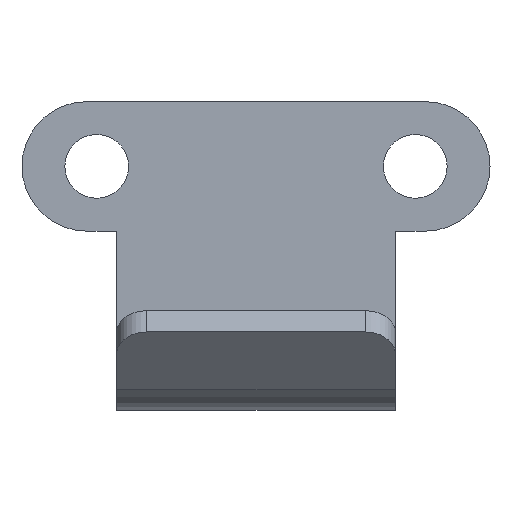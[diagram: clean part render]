
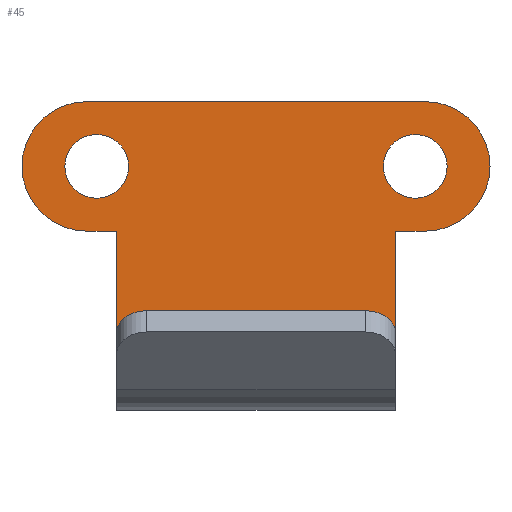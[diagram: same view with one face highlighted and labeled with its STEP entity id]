
A CAD part, front view. The second image highlights one B-rep face of the part: STEP entity #45.
In plain terms, the highlighted planar face has unit normal (0, -1, 0).
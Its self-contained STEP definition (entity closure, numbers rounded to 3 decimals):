
#45=ADVANCED_FACE('',(#111,#112,#113),#110,.T.);
#110=PLANE('',#292);
#111=FACE_OUTER_BOUND('',#293,.T.);
#112=FACE_BOUND('',#294,.T.);
#113=FACE_BOUND('',#295,.T.);
#289=CARTESIAN_POINT('',(-22.1,0.,-10.39));
#290=DIRECTION('',(0.,-1.,0.));
#291=DIRECTION('',(1.,0.,0.));
#292=AXIS2_PLACEMENT_3D('',#289,#290,#291);
#293=EDGE_LOOP('',(#392,#393,#394,#395,#396,#397,#398,#399));
#294=EDGE_LOOP('',(#400,#401));
#295=EDGE_LOOP('',(#402,#403));
#392=ORIENTED_EDGE('',*,*,#495,.F.);
#393=ORIENTED_EDGE('',*,*,#498,.F.);
#394=ORIENTED_EDGE('',*,*,#499,.T.);
#395=ORIENTED_EDGE('',*,*,#500,.F.);
#396=ORIENTED_EDGE('',*,*,#482,.F.);
#397=ORIENTED_EDGE('',*,*,#501,.T.);
#398=ORIENTED_EDGE('',*,*,#502,.T.);
#399=ORIENTED_EDGE('',*,*,#490,.T.);
#400=ORIENTED_EDGE('',*,*,#503,.F.);
#401=ORIENTED_EDGE('',*,*,#504,.F.);
#402=ORIENTED_EDGE('',*,*,#505,.T.);
#403=ORIENTED_EDGE('',*,*,#506,.T.);
#482=EDGE_CURVE('',#565,#572,#573,.T.);
#490=EDGE_CURVE('',#607,#621,#628,.T.);
#495=EDGE_CURVE('',#662,#621,#663,.T.);
#498=EDGE_CURVE('',#682,#662,#683,.T.);
#499=EDGE_CURVE('',#682,#689,#690,.T.);
#500=EDGE_CURVE('',#572,#689,#696,.T.);
#501=EDGE_CURVE('',#565,#702,#703,.T.);
#502=EDGE_CURVE('',#702,#607,#709,.T.);
#503=EDGE_CURVE('',#715,#716,#717,.T.);
#504=EDGE_CURVE('',#716,#715,#723,.T.);
#505=EDGE_CURVE('',#729,#730,#731,.T.);
#506=EDGE_CURVE('',#730,#729,#737,.T.);
#565=VERTEX_POINT('',#912);
#572=VERTEX_POINT('',#917);
#573=LINE('',#918,#919);
#607=VERTEX_POINT('',#938);
#621=VERTEX_POINT('',#946);
#628=LINE('',#950,#951);
#662=VERTEX_POINT('',#971);
#663=CIRCLE('',#975,3.25);
#682=VERTEX_POINT('',#984);
#683=LINE('',#985,#986);
#689=VERTEX_POINT('',#988);
#690=CIRCLE('',#992,3.25);
#696=LINE('',#993,#994);
#702=VERTEX_POINT('',#996);
#703=LINE('',#997,#998);
#709=LINE('',#1000,#1001);
#715=VERTEX_POINT('',#1003);
#716=VERTEX_POINT('',#1004);
#717=CIRCLE('',#1008,1.6);
#723=CIRCLE('',#1012,1.6);
#729=VERTEX_POINT('',#1013);
#730=VERTEX_POINT('',#1014);
#731=CIRCLE('',#1018,1.6);
#737=CIRCLE('',#1022,1.6);
#912=CARTESIAN_POINT('',(-15.,0.,-9.15));
#917=CARTESIAN_POINT('',(-15.,0.,-3.25));
#918=CARTESIAN_POINT('',(-15.,0.,-9.15));
#919=VECTOR('',#920,5.9);
#920=DIRECTION('',(0.,0.,1.));
#938=CARTESIAN_POINT('',(-1.,0.,-3.25));
#946=CARTESIAN_POINT('',(0.5,0.,-3.25));
#950=CARTESIAN_POINT('',(-1.,0.,-3.25));
#951=VECTOR('',#952,1.5);
#952=DIRECTION('',(1.,0.,0.));
#971=CARTESIAN_POINT('',(0.5,0.,3.25));
#972=CARTESIAN_POINT('',(0.5,0.,0.));
#973=DIRECTION('',(0.,1.,0.));
#974=DIRECTION('',(0.,0.,-1.));
#975=AXIS2_PLACEMENT_3D('',#972,#973,#974);
#984=CARTESIAN_POINT('',(-16.5,0.,3.25));
#985=CARTESIAN_POINT('',(-16.5,0.,3.25));
#986=VECTOR('',#987,17.);
#987=DIRECTION('',(1.,0.,0.));
#988=CARTESIAN_POINT('',(-16.5,0.,-3.25));
#989=CARTESIAN_POINT('',(-16.5,0.,0.));
#990=DIRECTION('',(0.,-1.,0.));
#991=DIRECTION('',(0.,0.,-1.));
#992=AXIS2_PLACEMENT_3D('',#989,#990,#991);
#993=CARTESIAN_POINT('',(-15.,0.,-3.25));
#994=VECTOR('',#995,1.5);
#995=DIRECTION('',(-1.,0.,0.));
#996=CARTESIAN_POINT('',(-1.,0.,-9.15));
#997=CARTESIAN_POINT('',(-15.,0.,-9.15));
#998=VECTOR('',#999,14.);
#999=DIRECTION('',(1.,0.,0.));
#1000=CARTESIAN_POINT('',(-1.,0.,-9.15));
#1001=VECTOR('',#1002,5.9);
#1002=DIRECTION('',(0.,0.,1.));
#1003=CARTESIAN_POINT('',(0.,0.,1.6));
#1004=CARTESIAN_POINT('',(0.,0.,-1.6));
#1005=CARTESIAN_POINT('',(0.,0.,0.));
#1006=DIRECTION('',(0.,-1.,0.));
#1007=DIRECTION('',(0.,0.,-1.));
#1008=AXIS2_PLACEMENT_3D('',#1005,#1006,#1007);
#1009=CARTESIAN_POINT('',(0.,0.,0.));
#1010=DIRECTION('',(0.,-1.,0.));
#1011=DIRECTION('',(0.,0.,-1.));
#1012=AXIS2_PLACEMENT_3D('',#1009,#1010,#1011);
#1013=CARTESIAN_POINT('',(-16.,0.,-1.6));
#1014=CARTESIAN_POINT('',(-16.,0.,1.6));
#1015=CARTESIAN_POINT('',(-16.,0.,0.));
#1016=DIRECTION('',(0.,1.,0.));
#1017=DIRECTION('',(0.,0.,-1.));
#1018=AXIS2_PLACEMENT_3D('',#1015,#1016,#1017);
#1019=CARTESIAN_POINT('',(-16.,0.,0.));
#1020=DIRECTION('',(0.,1.,0.));
#1021=DIRECTION('',(0.,0.,-1.));
#1022=AXIS2_PLACEMENT_3D('',#1019,#1020,#1021);
